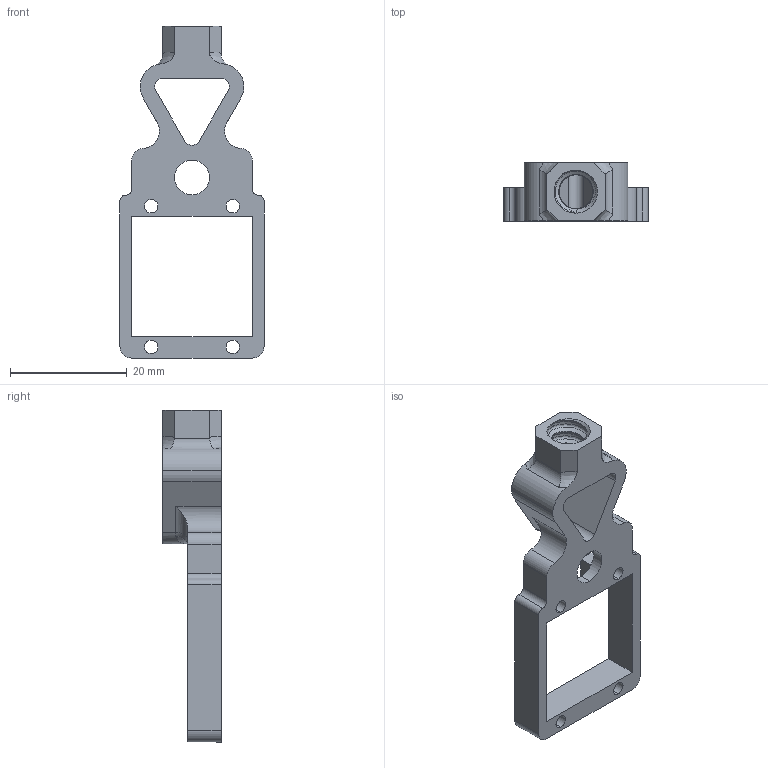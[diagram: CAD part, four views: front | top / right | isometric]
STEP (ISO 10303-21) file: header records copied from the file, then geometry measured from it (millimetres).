
FILE_DESCRIPTION (( 'STEP AP214' ), '1' );
FILE_NAME ('LED_holder_rectangle.STEP', '2019-09-20T06:16:22', ( '' ), ( '' ), '', '', '' );
FILE_SCHEMA (( 'AUTOMOTIVE_DESIGN' ));
Length unit declared in the file: millimetre
Products named in the file (1): LED_holder_rectangle
Bounding box: 24.72 x 10 x 56.96 mm (x, y, z)
Volume: 3262.9 mm3; surface area: 3667.4 mm2
Topology: 1 solids, 1 shells, 90 faces, 278 edges, 188 vertices
Faces by surface type: cylinder 40, plane 33, bspline 10, cone 5, torus 2
Entity records: 9454 total; most frequent: CARTESIAN_POINT 7019, ORIENTED_EDGE 556, DIRECTION 436, EDGE_CURVE 278, VERTEX_POINT 188, AXIS2_PLACEMENT_3D 151, VECTOR 134, LINE 134
